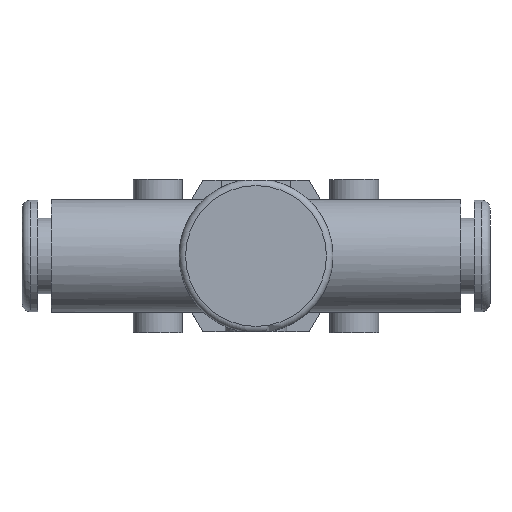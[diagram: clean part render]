
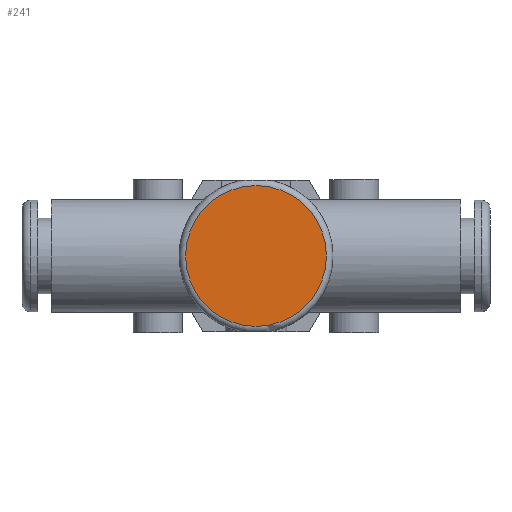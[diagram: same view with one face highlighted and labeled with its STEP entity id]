
A CAD part, front view. The second image highlights one B-rep face of the part: STEP entity #241.
In plain terms, the highlighted planar face has unit normal (0, -1, 0).
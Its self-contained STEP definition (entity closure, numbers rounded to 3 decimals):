
#241 = ADVANCED_FACE( '', ( #543 ), #544, .F. );
#543 = FACE_OUTER_BOUND( '', #977, .T. );
#544 = PLANE( '', #978 );
#977 = EDGE_LOOP( '', ( #1466 ) );
#978 = AXIS2_PLACEMENT_3D( '', #1467, #1468, #1469 );
#1466 = ORIENTED_EDGE( '', *, *, #2393, .T. );
#1467 = CARTESIAN_POINT( '', ( 8.6, -9.1, 0. ) );
#1468 = DIRECTION( '', ( 0., 1., 0. ) );
#1469 = DIRECTION( '', ( 0., 0., 1. ) );
#2393 = EDGE_CURVE( '', #2815, #2815, #2816, .T. );
#2815 = VERTEX_POINT( '', #3432 );
#2816 = CIRCLE( '', #3433, 8.6 );
#3432 = CARTESIAN_POINT( '', ( 0., -9.1, -8.6 ) );
#3433 = AXIS2_PLACEMENT_3D( '', #4590, #4591, #4592 );
#4590 = CARTESIAN_POINT( '', ( 0., -9.1, 0. ) );
#4591 = DIRECTION( '', ( 0., -1., 0. ) );
#4592 = DIRECTION( '', ( 0., 0., -1. ) );
